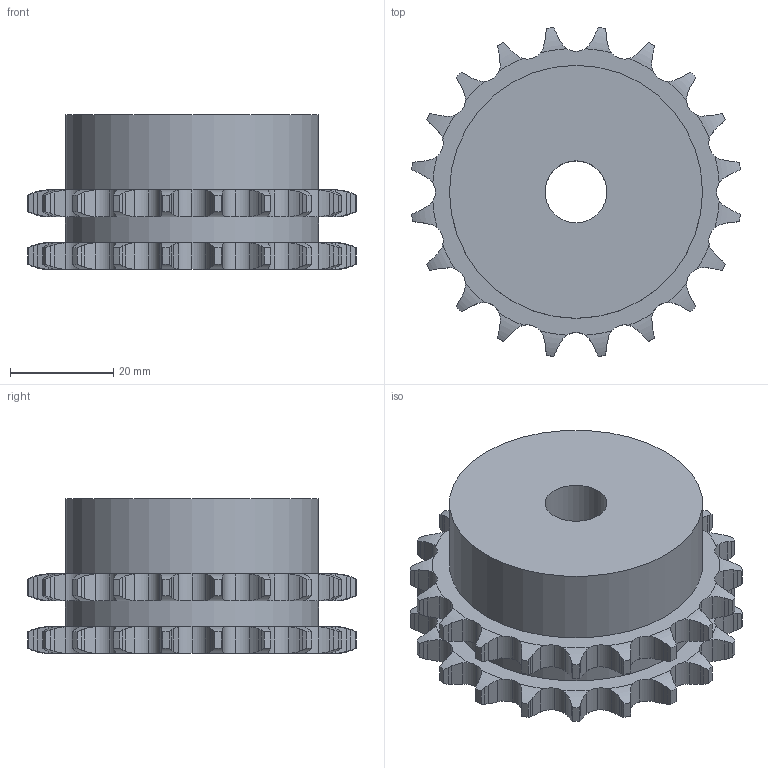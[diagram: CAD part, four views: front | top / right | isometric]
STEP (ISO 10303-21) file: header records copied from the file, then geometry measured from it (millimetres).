
FILE_DESCRIPTION(('FreeCAD Model'),'2;1');
FILE_NAME('Open CASCADE Shape Model','2021-07-18T16:29:20',('FreeCAD'),( 'FreeCAD'),'Open CASCADE STEP processor 7.4','FreeCAD','Unknown');
FILE_SCHEMA(('AUTOMOTIVE_DESIGN { 1 0 10303 214 1 1 1 1 }'));
Length unit declared in the file: millimetre
Products named in the file (1): Open CASCADE STEP translator 7.4 57
Bounding box: 63.7 x 63.7 x 30 mm (x, y, z)
Volume: 60874.2 mm3; surface area: 13522.4 mm2
Topology: 1 solids, 1 shells, 449 faces, 1330 edges, 887 vertices
Faces by surface type: cylinder 283, plane 86, torus 80
Full cylindrical faces by diameter (mm): 12 x1, 49 x2
Entity records: 40321 total; most frequent: CARTESIAN_POINT 17711, DIRECTION 3115, ORIENTED_EDGE 2660, PCURVE 2660, DEFINITIONAL_REPRESENTATION 2660, B_SPLINE_CURVE_WITH_KNOTS 1920, LINE 1495, VECTOR 1495
